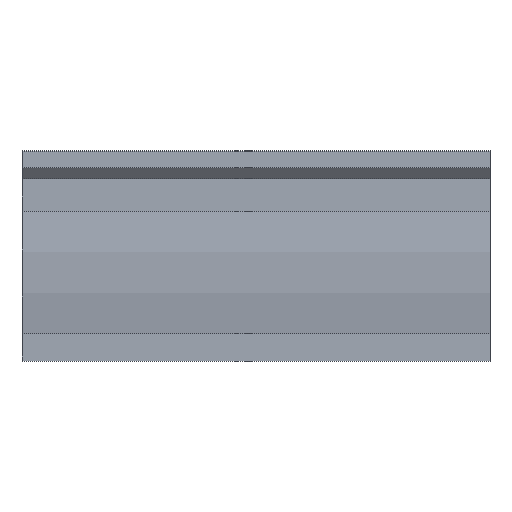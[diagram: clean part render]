
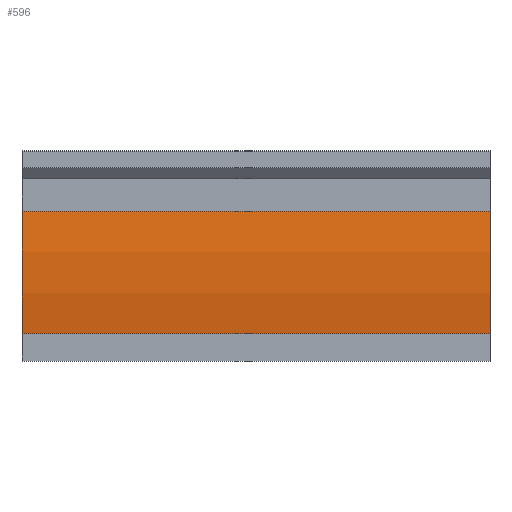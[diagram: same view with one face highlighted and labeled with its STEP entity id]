
A CAD part, left-side view. The second image highlights one B-rep face of the part: STEP entity #596.
In plain terms, the highlighted cylindrical face has radius 75 mm (diameter 150 mm), a partial arc.
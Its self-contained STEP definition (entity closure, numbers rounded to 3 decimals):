
#18=CYLINDRICAL_SURFACE('',#632,75.);
#19=CIRCLE('',#613,75.);
#22=CIRCLE('',#620,75.);
#40=FACE_OUTER_BOUND('',#70,.T.);
#70=EDGE_LOOP('',(#499,#500,#501,#502));
#152=LINE('',#942,#232);
#153=LINE('',#944,#233);
#232=VECTOR('',#758,100.);
#233=VECTOR('',#761,100.);
#256=VERTEX_POINT('',#824);
#257=VERTEX_POINT('',#826);
#287=VERTEX_POINT('',#893);
#288=VERTEX_POINT('',#895);
#313=EDGE_CURVE('',#257,#256,#19,.T.);
#347=EDGE_CURVE('',#287,#288,#22,.T.);
#372=EDGE_CURVE('',#257,#287,#152,.T.);
#373=EDGE_CURVE('',#256,#288,#153,.T.);
#499=ORIENTED_EDGE('',*,*,#373,.T.);
#500=ORIENTED_EDGE('',*,*,#347,.F.);
#501=ORIENTED_EDGE('',*,*,#372,.F.);
#502=ORIENTED_EDGE('',*,*,#313,.T.);
#596=ADVANCED_FACE('',(#40),#18,.T.);
#613=AXIS2_PLACEMENT_3D('',#827,#665,#666);
#620=AXIS2_PLACEMENT_3D('',#896,#710,#711);
#632=AXIS2_PLACEMENT_3D('',#943,#759,#760);
#665=DIRECTION('center_axis',(0.,1.,0.));
#666=DIRECTION('ref_axis',(-0.983,0.,-0.185));
#710=DIRECTION('center_axis',(0.,1.,0.));
#711=DIRECTION('ref_axis',(-0.983,0.,-0.185));
#758=DIRECTION('',(0.,1.,0.));
#759=DIRECTION('center_axis',(0.,1.,0.));
#760=DIRECTION('ref_axis',(-1.,0.,-0.011));
#761=DIRECTION('',(0.,1.,0.));
#824=CARTESIAN_POINT('',(-5.2,-50.,9.585));
#826=CARTESIAN_POINT('',(-4.9,-50.,-16.525));
#827=CARTESIAN_POINT('Origin',(68.8,-50.,-2.622));
#893=CARTESIAN_POINT('',(-4.9,50.,-16.525));
#895=CARTESIAN_POINT('',(-5.2,50.,9.585));
#896=CARTESIAN_POINT('Origin',(68.8,50.,-2.622));
#942=CARTESIAN_POINT('',(-4.9,-50.,-16.525));
#943=CARTESIAN_POINT('Origin',(68.8,-50.,-2.622));
#944=CARTESIAN_POINT('',(-5.2,-50.,9.585));
